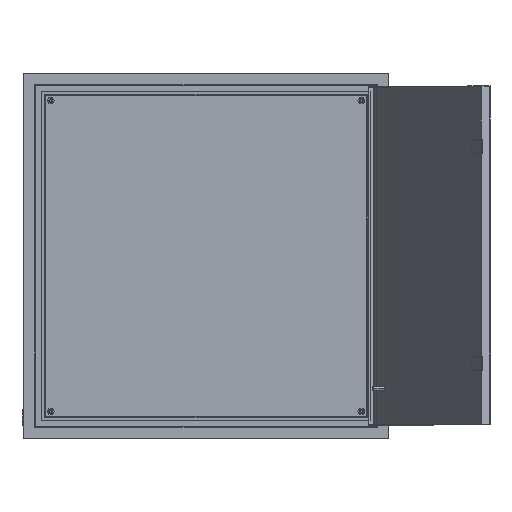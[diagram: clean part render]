
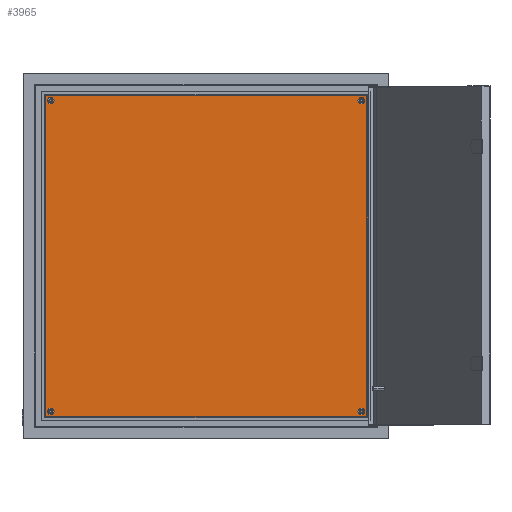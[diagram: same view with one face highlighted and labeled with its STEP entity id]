
A CAD part, top view. The second image highlights one B-rep face of the part: STEP entity #3965.
In plain terms, the highlighted planar face has unit normal (0, 0, 1).
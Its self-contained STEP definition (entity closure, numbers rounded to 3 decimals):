
#6 = EDGE_CURVE ( 'NONE', #2224, #2523, #3727, .T. ) ;
#10 = ORIENTED_EDGE ( 'NONE', *, *, #989, .F. ) ;
#20 = AXIS2_PLACEMENT_3D ( 'NONE', #4148, #3405, #1057 ) ;
#38 = CARTESIAN_POINT ( 'NONE',  ( -250., 255., 0. ) ) ;
#109 = FACE_OUTER_BOUND ( 'NONE', #1270, .T. ) ;
#159 = DIRECTION ( 'NONE',  ( 0., 0., 1. ) ) ;
#162 = DIRECTION ( 'NONE',  ( 0., 0., 1. ) ) ;
#240 = ORIENTED_EDGE ( 'NONE', *, *, #6, .F. ) ;
#269 = VECTOR ( 'NONE', #2639, 1000. ) ;
#313 = ORIENTED_EDGE ( 'NONE', *, *, #1251, .F. ) ;
#400 = CIRCLE ( 'NONE', #20, 5. ) ;
#410 = AXIS2_PLACEMENT_3D ( 'NONE', #2086, #2847, #4838 ) ;
#539 = AXIS2_PLACEMENT_3D ( 'NONE', #3672, #2907, #4860 ) ;
#564 = VERTEX_POINT ( 'NONE', #4732 ) ;
#593 = CARTESIAN_POINT ( 'NONE',  ( -265., -265., 0. ) ) ;
#600 = FACE_BOUND ( 'NONE', #676, .T. ) ;
#607 = VERTEX_POINT ( 'NONE', #2875 ) ;
#623 = AXIS2_PLACEMENT_3D ( 'NONE', #1425, #4576, #2234 ) ;
#637 = CARTESIAN_POINT ( 'NONE',  ( -260., -255., 0. ) ) ;
#671 = DIRECTION ( 'NONE',  ( -1., 0., 0. ) ) ;
#676 = EDGE_LOOP ( 'NONE', ( #2094, #3828 ) ) ;
#779 = CARTESIAN_POINT ( 'NONE',  ( 255., -255., 0. ) ) ;
#794 = CARTESIAN_POINT ( 'NONE',  ( 260., -255., 0. ) ) ;
#803 = EDGE_LOOP ( 'NONE', ( #10, #313 ) ) ;
#842 = FACE_BOUND ( 'NONE', #986, .T. ) ;
#932 = DIRECTION ( 'NONE',  ( -1., 0., 0. ) ) ;
#986 = EDGE_LOOP ( 'NONE', ( #3592, #3657 ) ) ;
#989 = EDGE_CURVE ( 'NONE', #1105, #3952, #3057, .T. ) ;
#1008 = VERTEX_POINT ( 'NONE', #794 ) ;
#1020 = CARTESIAN_POINT ( 'NONE',  ( 265., 265., 0. ) ) ;
#1057 = DIRECTION ( 'NONE',  ( 1., 0., 0. ) ) ;
#1068 = DIRECTION ( 'NONE',  ( 0., 0., 1. ) ) ;
#1084 = EDGE_CURVE ( 'NONE', #1008, #3891, #2728, .T. ) ;
#1099 = EDGE_CURVE ( 'NONE', #564, #3751, #3664, .T. ) ;
#1105 = VERTEX_POINT ( 'NONE', #4278 ) ;
#1173 = AXIS2_PLACEMENT_3D ( 'NONE', #1448, #1068, #1855 ) ;
#1251 = EDGE_CURVE ( 'NONE', #3952, #1105, #3716, .T. ) ;
#1254 = LINE ( 'NONE', #1020, #269 ) ;
#1270 = EDGE_LOOP ( 'NONE', ( #4404, #4281, #1470, #3146 ) ) ;
#1282 = EDGE_CURVE ( 'NONE', #3891, #1008, #3172, .T. ) ;
#1303 = CIRCLE ( 'NONE', #1173, 5. ) ;
#1374 = DIRECTION ( 'NONE',  ( 1., 0., 0. ) ) ;
#1425 = CARTESIAN_POINT ( 'NONE',  ( 0., 0., 0. ) ) ;
#1446 = EDGE_CURVE ( 'NONE', #2985, #607, #400, .T. ) ;
#1448 = CARTESIAN_POINT ( 'NONE',  ( -255., 255., 0. ) ) ;
#1470 = ORIENTED_EDGE ( 'NONE', *, *, #1981, .T. ) ;
#1650 = VERTEX_POINT ( 'NONE', #4034 ) ;
#1678 = VECTOR ( 'NONE', #3164, 1000. ) ;
#1703 = CARTESIAN_POINT ( 'NONE',  ( -265., 265., 0. ) ) ;
#1804 = EDGE_CURVE ( 'NONE', #3751, #2266, #3659, .T. ) ;
#1826 = CARTESIAN_POINT ( 'NONE',  ( -255., -255., 0. ) ) ;
#1849 = CARTESIAN_POINT ( 'NONE',  ( 250., -255., 0. ) ) ;
#1855 = DIRECTION ( 'NONE',  ( 1., 0., 0. ) ) ;
#1921 = EDGE_CURVE ( 'NONE', #607, #2985, #1303, .T. ) ;
#1931 = CARTESIAN_POINT ( 'NONE',  ( -265., 265., 0. ) ) ;
#1981 = EDGE_CURVE ( 'NONE', #1650, #564, #1254, .T. ) ;
#2073 = FACE_BOUND ( 'NONE', #4867, .T. ) ;
#2086 = CARTESIAN_POINT ( 'NONE',  ( 255., 255., 0. ) ) ;
#2094 = ORIENTED_EDGE ( 'NONE', *, *, #1446, .F. ) ;
#2113 = CARTESIAN_POINT ( 'NONE',  ( 255., 255., 0. ) ) ;
#2137 = VECTOR ( 'NONE', #1374, 1000. ) ;
#2224 = VERTEX_POINT ( 'NONE', #4010 ) ;
#2234 = DIRECTION ( 'NONE',  ( 1., 0., 0. ) ) ;
#2266 = VERTEX_POINT ( 'NONE', #4795 ) ;
#2523 = VERTEX_POINT ( 'NONE', #3059 ) ;
#2622 = EDGE_CURVE ( 'NONE', #2523, #2224, #4665, .T. ) ;
#2639 = DIRECTION ( 'NONE',  ( 0., 1., 0. ) ) ;
#2720 = DIRECTION ( 'NONE',  ( 1., 0., 0. ) ) ;
#2728 = CIRCLE ( 'NONE', #3123, 5. ) ;
#2847 = DIRECTION ( 'NONE',  ( 0., 0., 1. ) ) ;
#2875 = CARTESIAN_POINT ( 'NONE',  ( -260., 255., 0. ) ) ;
#2907 = DIRECTION ( 'NONE',  ( 0., 0., 1. ) ) ;
#2985 = VERTEX_POINT ( 'NONE', #38 ) ;
#3030 = DIRECTION ( 'NONE',  ( 0., 0., 1. ) ) ;
#3057 = CIRCLE ( 'NONE', #4880, 5. ) ;
#3059 = CARTESIAN_POINT ( 'NONE',  ( 250., 255., 0. ) ) ;
#3123 = AXIS2_PLACEMENT_3D ( 'NONE', #779, #4660, #2720 ) ;
#3141 = FACE_BOUND ( 'NONE', #803, .T. ) ;
#3146 = ORIENTED_EDGE ( 'NONE', *, *, #1099, .T. ) ;
#3164 = DIRECTION ( 'NONE',  ( -1., 0., 0. ) ) ;
#3172 = CIRCLE ( 'NONE', #539, 5. ) ;
#3224 = CARTESIAN_POINT ( 'NONE',  ( -255., -255., 0. ) ) ;
#3405 = DIRECTION ( 'NONE',  ( 0., 0., 1. ) ) ;
#3592 = ORIENTED_EDGE ( 'NONE', *, *, #1084, .F. ) ;
#3657 = ORIENTED_EDGE ( 'NONE', *, *, #1282, .F. ) ;
#3659 = LINE ( 'NONE', #4126, #4320 ) ;
#3664 = LINE ( 'NONE', #1931, #1678 ) ;
#3672 = CARTESIAN_POINT ( 'NONE',  ( 255., -255., 0. ) ) ;
#3674 = DIRECTION ( 'NONE',  ( -1., 0., 0. ) ) ;
#3716 = CIRCLE ( 'NONE', #4784, 5. ) ;
#3727 = CIRCLE ( 'NONE', #410, 5. ) ;
#3741 = EDGE_CURVE ( 'NONE', #2266, #1650, #4467, .T. ) ;
#3751 = VERTEX_POINT ( 'NONE', #1703 ) ;
#3778 = PLANE ( 'NONE',  #623 ) ;
#3828 = ORIENTED_EDGE ( 'NONE', *, *, #1921, .F. ) ;
#3844 = AXIS2_PLACEMENT_3D ( 'NONE', #2113, #162, #3674 ) ;
#3891 = VERTEX_POINT ( 'NONE', #1849 ) ;
#3952 = VERTEX_POINT ( 'NONE', #637 ) ;
#3965 = ADVANCED_FACE ( 'NONE', ( #3141, #842, #2073, #600, #109 ), #3778, .T. ) ;
#4010 = CARTESIAN_POINT ( 'NONE',  ( 260., 255., 0. ) ) ;
#4034 = CARTESIAN_POINT ( 'NONE',  ( 265., -265., 0. ) ) ;
#4126 = CARTESIAN_POINT ( 'NONE',  ( -265., 265., 0. ) ) ;
#4148 = CARTESIAN_POINT ( 'NONE',  ( -255., 255., 0. ) ) ;
#4278 = CARTESIAN_POINT ( 'NONE',  ( -250., -255., 0. ) ) ;
#4281 = ORIENTED_EDGE ( 'NONE', *, *, #3741, .T. ) ;
#4320 = VECTOR ( 'NONE', #4512, 1000. ) ;
#4404 = ORIENTED_EDGE ( 'NONE', *, *, #1804, .T. ) ;
#4467 = LINE ( 'NONE', #593, #2137 ) ;
#4512 = DIRECTION ( 'NONE',  ( 0., -1., 0. ) ) ;
#4576 = DIRECTION ( 'NONE',  ( 0., 0., 1. ) ) ;
#4620 = ORIENTED_EDGE ( 'NONE', *, *, #2622, .F. ) ;
#4660 = DIRECTION ( 'NONE',  ( 0., 0., 1. ) ) ;
#4665 = CIRCLE ( 'NONE', #3844, 5. ) ;
#4732 = CARTESIAN_POINT ( 'NONE',  ( 265., 265., 0. ) ) ;
#4784 = AXIS2_PLACEMENT_3D ( 'NONE', #3224, #159, #932 ) ;
#4795 = CARTESIAN_POINT ( 'NONE',  ( -265., -265., 0. ) ) ;
#4838 = DIRECTION ( 'NONE',  ( -1., 0., 0. ) ) ;
#4860 = DIRECTION ( 'NONE',  ( 1., 0., 0. ) ) ;
#4867 = EDGE_LOOP ( 'NONE', ( #240, #4620 ) ) ;
#4880 = AXIS2_PLACEMENT_3D ( 'NONE', #1826, #3030, #671 ) ;
